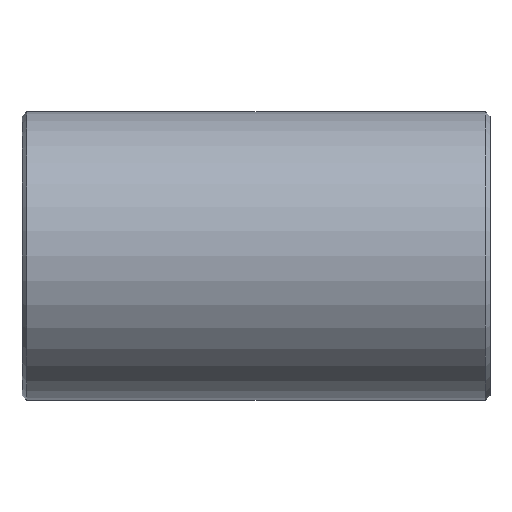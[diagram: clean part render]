
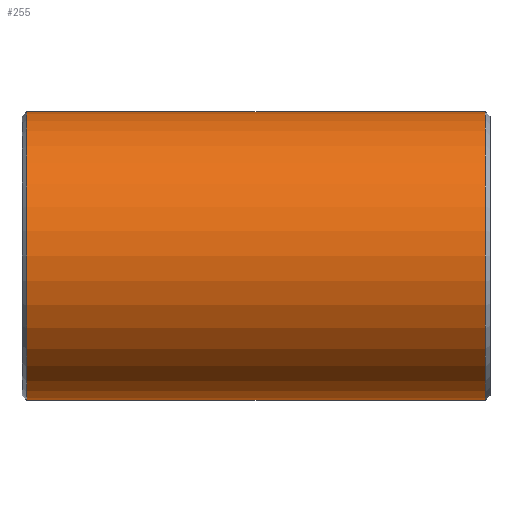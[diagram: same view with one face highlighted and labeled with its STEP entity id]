
A CAD part, front view. The second image highlights one B-rep face of the part: STEP entity #255.
In plain terms, the highlighted cylindrical face has radius 109.537 mm (diameter 219.075 mm), a partial arc.
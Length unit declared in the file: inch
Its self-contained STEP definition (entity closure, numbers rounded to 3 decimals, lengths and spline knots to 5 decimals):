
#24 = VECTOR ( 'NONE', #246, 39.37008 ) ;
#41 = AXIS2_PLACEMENT_3D ( 'NONE', #263, #345, #731 ) ;
#50 = LINE ( 'NONE', #629, #24 ) ;
#129 = EDGE_CURVE ( 'NONE', #200, #142, #50, .T. ) ;
#142 = VERTEX_POINT ( 'NONE', #502 ) ;
#172 = CIRCLE ( 'NONE', #41, 4.3125 ) ;
#200 = VERTEX_POINT ( 'NONE', #634 ) ;
#208 = CYLINDRICAL_SURFACE ( 'NONE', #393, 4.3125 ) ;
#226 = CARTESIAN_POINT ( 'NONE',  ( 7., 0., 0. ) ) ;
#244 = CIRCLE ( 'NONE', #570, 4.3125 ) ;
#246 = DIRECTION ( 'NONE',  ( -1., 0., 0. ) ) ;
#255 = ADVANCED_FACE ( 'NONE', ( #518 ), #208, .T. ) ;
#263 = CARTESIAN_POINT ( 'NONE',  ( -6.86467, 0., 0. ) ) ;
#264 = EDGE_LOOP ( 'NONE', ( #555, #478, #641, #452 ) ) ;
#325 = DIRECTION ( 'NONE',  ( -1., 0., 0. ) ) ;
#345 = DIRECTION ( 'NONE',  ( 1., 0., 0. ) ) ;
#366 = VECTOR ( 'NONE', #700, 39.37008 ) ;
#393 = AXIS2_PLACEMENT_3D ( 'NONE', #226, #808, #581 ) ;
#452 = ORIENTED_EDGE ( 'NONE', *, *, #602, .T. ) ;
#459 = EDGE_CURVE ( 'NONE', #604, #723, #707, .T. ) ;
#478 = ORIENTED_EDGE ( 'NONE', *, *, #550, .T. ) ;
#502 = CARTESIAN_POINT ( 'NONE',  ( -6.86467, 0., 4.3125 ) ) ;
#518 = FACE_OUTER_BOUND ( 'NONE', #264, .T. ) ;
#519 = CARTESIAN_POINT ( 'NONE',  ( 6.86467, 0., -4.3125 ) ) ;
#550 = EDGE_CURVE ( 'NONE', #604, #200, #244, .T. ) ;
#555 = ORIENTED_EDGE ( 'NONE', *, *, #459, .F. ) ;
#570 = AXIS2_PLACEMENT_3D ( 'NONE', #635, #325, #769 ) ;
#571 = CARTESIAN_POINT ( 'NONE',  ( 7., 0., -4.3125 ) ) ;
#581 = DIRECTION ( 'NONE',  ( 0., 0., 1. ) ) ;
#602 = EDGE_CURVE ( 'NONE', #142, #723, #172, .T. ) ;
#603 = CARTESIAN_POINT ( 'NONE',  ( -6.86467, 0., -4.3125 ) ) ;
#604 = VERTEX_POINT ( 'NONE', #519 ) ;
#629 = CARTESIAN_POINT ( 'NONE',  ( 7., 0., 4.3125 ) ) ;
#634 = CARTESIAN_POINT ( 'NONE',  ( 6.86467, 0., 4.3125 ) ) ;
#635 = CARTESIAN_POINT ( 'NONE',  ( 6.86467, 0., 0. ) ) ;
#641 = ORIENTED_EDGE ( 'NONE', *, *, #129, .T. ) ;
#700 = DIRECTION ( 'NONE',  ( -1., 0., 0. ) ) ;
#707 = LINE ( 'NONE', #571, #366 ) ;
#723 = VERTEX_POINT ( 'NONE', #603 ) ;
#731 = DIRECTION ( 'NONE',  ( 0., 0., 1. ) ) ;
#769 = DIRECTION ( 'NONE',  ( 0., 0., -1. ) ) ;
#808 = DIRECTION ( 'NONE',  ( -1., 0., 0. ) ) ;
